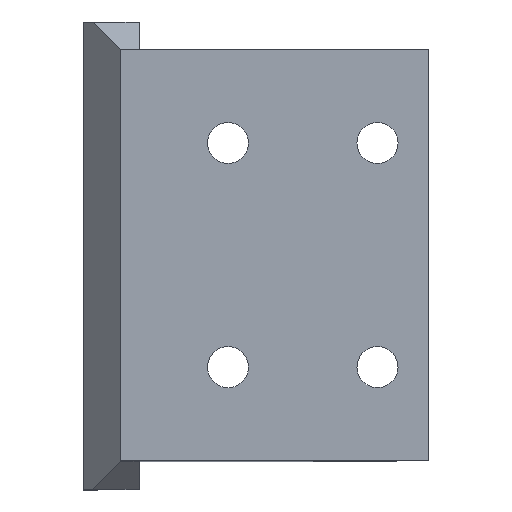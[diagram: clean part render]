
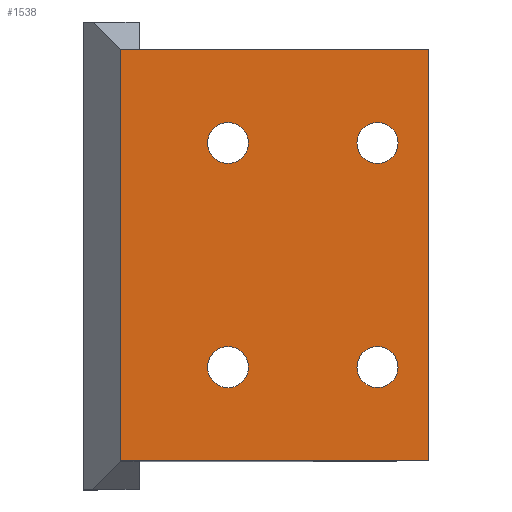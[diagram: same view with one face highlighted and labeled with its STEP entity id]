
A CAD part, top view. The second image highlights one B-rep face of the part: STEP entity #1538.
In plain terms, the highlighted planar face has unit normal (0, 0, 1).
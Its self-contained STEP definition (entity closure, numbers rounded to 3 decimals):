
#8 = EDGE_CURVE ( 'NONE', #1344, #1310, #620, .T. ) ;
#13 = CIRCLE ( 'NONE', #319, 1.1 ) ;
#16 = FACE_BOUND ( 'NONE', #1036, .T. ) ;
#24 = ORIENTED_EDGE ( 'NONE', *, *, #1250, .F. ) ;
#25 = DIRECTION ( 'NONE',  ( 1., 0., 0. ) ) ;
#73 = VECTOR ( 'NONE', #1093, 1000. ) ;
#98 = CARTESIAN_POINT ( 'NONE',  ( -4., 6., 2. ) ) ;
#103 = EDGE_CURVE ( 'NONE', #586, #1063, #13, .T. ) ;
#107 = CIRCLE ( 'NONE', #354, 1.1 ) ;
#126 = CARTESIAN_POINT ( 'NONE',  ( 5.1, -6., 2. ) ) ;
#129 = DIRECTION ( 'NONE',  ( 1., 0., 0. ) ) ;
#157 = CARTESIAN_POINT ( 'NONE',  ( -4., -6., 2. ) ) ;
#167 = ORIENTED_EDGE ( 'NONE', *, *, #1231, .T. ) ;
#172 = FACE_BOUND ( 'NONE', #962, .T. ) ;
#184 = ORIENTED_EDGE ( 'NONE', *, *, #1152, .F. ) ;
#212 = EDGE_CURVE ( 'NONE', #1057, #887, #675, .T. ) ;
#215 = ORIENTED_EDGE ( 'NONE', *, *, #1514, .F. ) ;
#255 = DIRECTION ( 'NONE',  ( 0., 0., 1. ) ) ;
#270 = CIRCLE ( 'NONE', #1147, 1.1 ) ;
#286 = DIRECTION ( 'NONE',  ( 1., 0., 0. ) ) ;
#295 = CARTESIAN_POINT ( 'NONE',  ( -4., 6., 2. ) ) ;
#318 = CARTESIAN_POINT ( 'NONE',  ( -4., -6., 2. ) ) ;
#319 = AXIS2_PLACEMENT_3D ( 'NONE', #295, #1029, #666 ) ;
#331 = ORIENTED_EDGE ( 'NONE', *, *, #361, .T. ) ;
#340 = AXIS2_PLACEMENT_3D ( 'NONE', #318, #801, #442 ) ;
#351 = LINE ( 'NONE', #1526, #551 ) ;
#354 = AXIS2_PLACEMENT_3D ( 'NONE', #1349, #1330, #25 ) ;
#361 = EDGE_CURVE ( 'NONE', #807, #1344, #351, .T. ) ;
#364 = CIRCLE ( 'NONE', #465, 1.1 ) ;
#368 = AXIS2_PLACEMENT_3D ( 'NONE', #98, #944, #1405 ) ;
#389 = ORIENTED_EDGE ( 'NONE', *, *, #1136, .F. ) ;
#442 = DIRECTION ( 'NONE',  ( 1., 0., 0. ) ) ;
#444 = CIRCLE ( 'NONE', #368, 1.1 ) ;
#447 = ORIENTED_EDGE ( 'NONE', *, *, #1312, .T. ) ;
#460 = LINE ( 'NONE', #937, #653 ) ;
#465 = AXIS2_PLACEMENT_3D ( 'NONE', #890, #660, #286 ) ;
#476 = CIRCLE ( 'NONE', #1078, 1.1 ) ;
#491 = DIRECTION ( 'NONE',  ( -1., 0., 0. ) ) ;
#520 = LINE ( 'NONE', #1110, #763 ) ;
#524 = VERTEX_POINT ( 'NONE', #618 ) ;
#534 = CARTESIAN_POINT ( 'NONE',  ( 0., 0., 2. ) ) ;
#551 = VECTOR ( 'NONE', #1418, 1000. ) ;
#565 = AXIS2_PLACEMENT_3D ( 'NONE', #534, #1010, #491 ) ;
#586 = VERTEX_POINT ( 'NONE', #766 ) ;
#618 = CARTESIAN_POINT ( 'NONE',  ( 6.75, 11., 2. ) ) ;
#620 = LINE ( 'NONE', #1228, #73 ) ;
#645 = CARTESIAN_POINT ( 'NONE',  ( 5.1, 6., 2. ) ) ;
#646 = CARTESIAN_POINT ( 'NONE',  ( 2.9, -6., 2. ) ) ;
#653 = VECTOR ( 'NONE', #696, 1000. ) ;
#660 = DIRECTION ( 'NONE',  ( 0., 0., 1. ) ) ;
#661 = VERTEX_POINT ( 'NONE', #645 ) ;
#666 = DIRECTION ( 'NONE',  ( 1., 0., 0. ) ) ;
#675 = CIRCLE ( 'NONE', #340, 1.1 ) ;
#696 = DIRECTION ( 'NONE',  ( 0., 1., 0. ) ) ;
#708 = CARTESIAN_POINT ( 'NONE',  ( 2.9, 6., 2. ) ) ;
#746 = DIRECTION ( 'NONE',  ( 1., 0., 0. ) ) ;
#763 = VECTOR ( 'NONE', #1424, 1000. ) ;
#766 = CARTESIAN_POINT ( 'NONE',  ( -5.1, 6., 2. ) ) ;
#801 = DIRECTION ( 'NONE',  ( 0., 0., 1. ) ) ;
#807 = VERTEX_POINT ( 'NONE', #1054 ) ;
#829 = CARTESIAN_POINT ( 'NONE',  ( -2.9, 6., 2. ) ) ;
#849 = CARTESIAN_POINT ( 'NONE',  ( 6.75, -11., 2. ) ) ;
#859 = CARTESIAN_POINT ( 'NONE',  ( -9.75, -11., 2. ) ) ;
#868 = CIRCLE ( 'NONE', #1243, 1.1 ) ;
#879 = DIRECTION ( 'NONE',  ( 1., 0., 0. ) ) ;
#887 = VERTEX_POINT ( 'NONE', #965 ) ;
#890 = CARTESIAN_POINT ( 'NONE',  ( 4., 6., 2. ) ) ;
#937 = CARTESIAN_POINT ( 'NONE',  ( 6.75, -11., 2. ) ) ;
#944 = DIRECTION ( 'NONE',  ( 0., 0., 1. ) ) ;
#962 = EDGE_LOOP ( 'NONE', ( #215, #184 ) ) ;
#965 = CARTESIAN_POINT ( 'NONE',  ( -2.9, -6., 2. ) ) ;
#974 = VERTEX_POINT ( 'NONE', #126 ) ;
#981 = PLANE ( 'NONE',  #565 ) ;
#984 = EDGE_LOOP ( 'NONE', ( #389, #1459 ) ) ;
#988 = DIRECTION ( 'NONE',  ( 0., 0., 1. ) ) ;
#1002 = FACE_BOUND ( 'NONE', #1447, .T. ) ;
#1010 = DIRECTION ( 'NONE',  ( 0., 0., -1. ) ) ;
#1018 = VERTEX_POINT ( 'NONE', #708 ) ;
#1029 = DIRECTION ( 'NONE',  ( 0., 0., 1. ) ) ;
#1036 = EDGE_LOOP ( 'NONE', ( #1135, #1318 ) ) ;
#1054 = CARTESIAN_POINT ( 'NONE',  ( -9.75, 11., 2. ) ) ;
#1057 = VERTEX_POINT ( 'NONE', #1197 ) ;
#1058 = EDGE_LOOP ( 'NONE', ( #167, #447, #331, #1138 ) ) ;
#1063 = VERTEX_POINT ( 'NONE', #829 ) ;
#1078 = AXIS2_PLACEMENT_3D ( 'NONE', #157, #1195, #129 ) ;
#1093 = DIRECTION ( 'NONE',  ( 1., 0., 0. ) ) ;
#1096 = FACE_OUTER_BOUND ( 'NONE', #1058, .T. ) ;
#1110 = CARTESIAN_POINT ( 'NONE',  ( -6.75, 11., 2. ) ) ;
#1135 = ORIENTED_EDGE ( 'NONE', *, *, #1402, .F. ) ;
#1136 = EDGE_CURVE ( 'NONE', #974, #1399, #270, .T. ) ;
#1138 = ORIENTED_EDGE ( 'NONE', *, *, #8, .T. ) ;
#1147 = AXIS2_PLACEMENT_3D ( 'NONE', #1216, #988, #879 ) ;
#1152 = EDGE_CURVE ( 'NONE', #1018, #661, #364, .T. ) ;
#1173 = EDGE_CURVE ( 'NONE', #1399, #974, #868, .T. ) ;
#1176 = ORIENTED_EDGE ( 'NONE', *, *, #103, .F. ) ;
#1195 = DIRECTION ( 'NONE',  ( 0., 0., 1. ) ) ;
#1197 = CARTESIAN_POINT ( 'NONE',  ( -5.1, -6., 2. ) ) ;
#1207 = FACE_BOUND ( 'NONE', #984, .T. ) ;
#1216 = CARTESIAN_POINT ( 'NONE',  ( 4., -6., 2. ) ) ;
#1228 = CARTESIAN_POINT ( 'NONE',  ( -6.75, -11., 2. ) ) ;
#1231 = EDGE_CURVE ( 'NONE', #1310, #524, #460, .T. ) ;
#1243 = AXIS2_PLACEMENT_3D ( 'NONE', #1446, #255, #746 ) ;
#1250 = EDGE_CURVE ( 'NONE', #1063, #586, #444, .T. ) ;
#1310 = VERTEX_POINT ( 'NONE', #849 ) ;
#1312 = EDGE_CURVE ( 'NONE', #524, #807, #520, .T. ) ;
#1318 = ORIENTED_EDGE ( 'NONE', *, *, #212, .F. ) ;
#1330 = DIRECTION ( 'NONE',  ( 0., 0., 1. ) ) ;
#1344 = VERTEX_POINT ( 'NONE', #859 ) ;
#1349 = CARTESIAN_POINT ( 'NONE',  ( 4., 6., 2. ) ) ;
#1399 = VERTEX_POINT ( 'NONE', #646 ) ;
#1402 = EDGE_CURVE ( 'NONE', #887, #1057, #476, .T. ) ;
#1405 = DIRECTION ( 'NONE',  ( 1., 0., 0. ) ) ;
#1418 = DIRECTION ( 'NONE',  ( 0., -1., 0. ) ) ;
#1424 = DIRECTION ( 'NONE',  ( -1., 0., 0. ) ) ;
#1446 = CARTESIAN_POINT ( 'NONE',  ( 4., -6., 2. ) ) ;
#1447 = EDGE_LOOP ( 'NONE', ( #24, #1176 ) ) ;
#1459 = ORIENTED_EDGE ( 'NONE', *, *, #1173, .F. ) ;
#1514 = EDGE_CURVE ( 'NONE', #661, #1018, #107, .T. ) ;
#1526 = CARTESIAN_POINT ( 'NONE',  ( -9.75, 0., 2. ) ) ;
#1538 = ADVANCED_FACE ( 'NONE', ( #16, #172, #1002, #1207, #1096 ), #981, .F. ) ;
